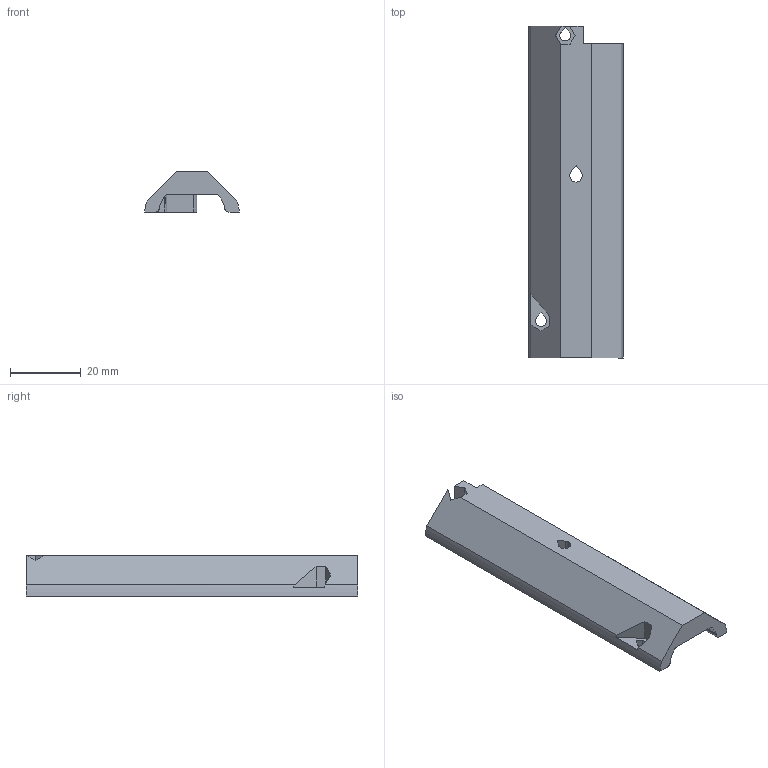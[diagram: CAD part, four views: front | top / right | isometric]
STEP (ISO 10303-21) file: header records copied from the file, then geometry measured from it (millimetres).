
FILE_DESCRIPTION (( 'STEP AP203' ), '1' );
FILE_NAME ('C006-308_01_sldprt.STEP', '2016-06-02T17:06:52', ( 'Shusen Zhang' ), ( 'MathWorks' ), 'SwSTEP 2.0', 'SolidWorks 2015', '' );
FILE_SCHEMA (( 'CONFIG_CONTROL_DESIGN' ));
Length unit declared in the file: inch
Products named in the file (1): C006-308_01_sldprt
Bounding box: 26.8 x 93.95 x 11.43 mm (x, y, z)
Volume: 12669.2 mm3; surface area: 7276.6 mm2
Topology: 1 solids, 1 shells, 66 faces, 189 edges, 126 vertices
Faces by surface type: plane 42, cylinder 24
Entity records: 2253 total; most frequent: CARTESIAN_POINT 421, ORIENTED_EDGE 378, DIRECTION 353, EDGE_CURVE 189, LINE 137, VECTOR 137, VERTEX_POINT 126, AXIS2_PLACEMENT_3D 108
